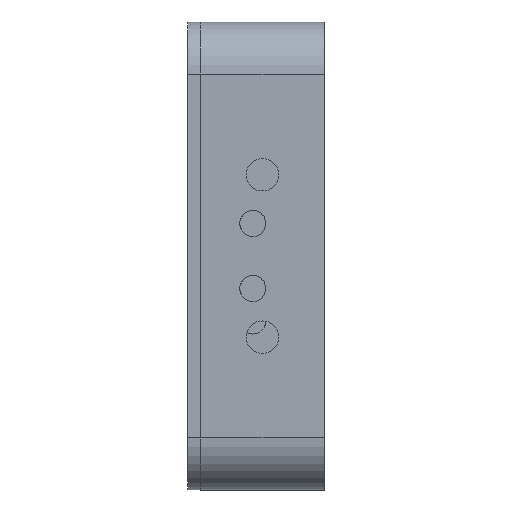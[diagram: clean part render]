
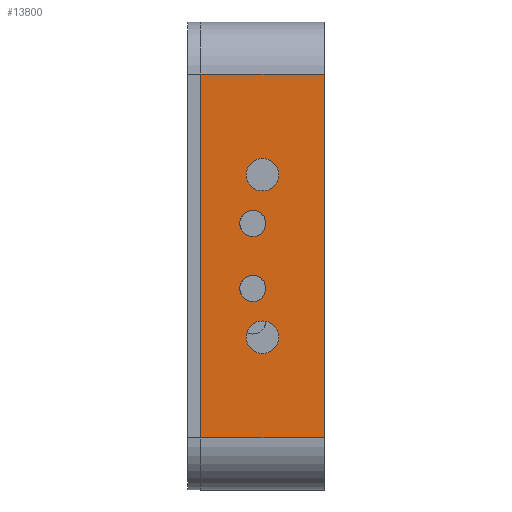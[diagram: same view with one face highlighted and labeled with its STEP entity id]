
A CAD part, left-side view. The second image highlights one B-rep face of the part: STEP entity #13800.
In plain terms, the highlighted planar face has unit normal (-1, 0, 0).
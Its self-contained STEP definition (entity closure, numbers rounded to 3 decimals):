
#152 = DIRECTION ( 'NONE',  ( -1., 0., 0. ) ) ;
#219 = DIRECTION ( 'NONE',  ( 0., -1., 0. ) ) ;
#512 = LINE ( 'NONE', #2558, #10335 ) ;
#640 = DIRECTION ( 'NONE',  ( 1., 0., 0. ) ) ;
#659 = ORIENTED_EDGE ( 'NONE', *, *, #15438, .T. ) ;
#683 = CARTESIAN_POINT ( 'NONE',  ( -55., 9.5, 12.5 ) ) ;
#716 = DIRECTION ( 'NONE',  ( 0., 0., -1. ) ) ;
#868 = ORIENTED_EDGE ( 'NONE', *, *, #14398, .F. ) ;
#973 = CIRCLE ( 'NONE', #15182, 2. ) ;
#1265 = DIRECTION ( 'NONE',  ( -1., 0., 0. ) ) ;
#1323 = EDGE_CURVE ( 'NONE', #14602, #6845, #3208, .T. ) ;
#1364 = AXIS2_PLACEMENT_3D ( 'NONE', #4056, #13016, #5351 ) ;
#1542 = DIRECTION ( 'NONE',  ( -1., 0., 0. ) ) ;
#1976 = DIRECTION ( 'NONE',  ( 0., 0., 1. ) ) ;
#2085 = VECTOR ( 'NONE', #219, 1000. ) ;
#2137 = CIRCLE ( 'NONE', #13383, 2. ) ;
#2523 = EDGE_CURVE ( 'NONE', #6073, #8614, #973, .T. ) ;
#2558 = CARTESIAN_POINT ( 'NONE',  ( -55., 19., -28. ) ) ;
#2862 = VERTEX_POINT ( 'NONE', #15314 ) ;
#2980 = CIRCLE ( 'NONE', #6211, 2.5 ) ;
#3139 = FACE_BOUND ( 'NONE', #5266, .T. ) ;
#3186 = EDGE_CURVE ( 'NONE', #13929, #8072, #4931, .T. ) ;
#3208 = LINE ( 'NONE', #7488, #16401 ) ;
#3232 = ORIENTED_EDGE ( 'NONE', *, *, #2523, .F. ) ;
#3238 = DIRECTION ( 'NONE',  ( 0., 0., 1. ) ) ;
#3462 = VERTEX_POINT ( 'NONE', #9614 ) ;
#3495 = LINE ( 'NONE', #7051, #9907 ) ;
#3601 = CARTESIAN_POINT ( 'NONE',  ( -55., 11., -5. ) ) ;
#3823 = DIRECTION ( 'NONE',  ( 0., 0., 1. ) ) ;
#4056 = CARTESIAN_POINT ( 'NONE',  ( -55., 9.5, -12.5 ) ) ;
#4377 = CARTESIAN_POINT ( 'NONE',  ( -55., 9.5, -12.5 ) ) ;
#4503 = EDGE_CURVE ( 'NONE', #8072, #13929, #2980, .T. ) ;
#4611 = VERTEX_POINT ( 'NONE', #8501 ) ;
#4931 = CIRCLE ( 'NONE', #14117, 2.5 ) ;
#5126 = ORIENTED_EDGE ( 'NONE', *, *, #10315, .F. ) ;
#5162 = CIRCLE ( 'NONE', #1364, 2.5 ) ;
#5266 = EDGE_LOOP ( 'NONE', ( #15315, #5126 ) ) ;
#5351 = DIRECTION ( 'NONE',  ( 0., 0., 1. ) ) ;
#5672 = DIRECTION ( 'NONE',  ( 0., 0., 1. ) ) ;
#5817 = CARTESIAN_POINT ( 'NONE',  ( -55., 9.5, 10. ) ) ;
#6073 = VERTEX_POINT ( 'NONE', #8201 ) ;
#6211 = AXIS2_PLACEMENT_3D ( 'NONE', #683, #9626, #1976 ) ;
#6301 = ORIENTED_EDGE ( 'NONE', *, *, #14705, .F. ) ;
#6568 = FACE_BOUND ( 'NONE', #10487, .T. ) ;
#6641 = ORIENTED_EDGE ( 'NONE', *, *, #11430, .T. ) ;
#6845 = VERTEX_POINT ( 'NONE', #9604 ) ;
#7051 = CARTESIAN_POINT ( 'NONE',  ( -55., 0., -28. ) ) ;
#7131 = CIRCLE ( 'NONE', #13072, 2.5 ) ;
#7359 = CARTESIAN_POINT ( 'NONE',  ( -55., 11., -7. ) ) ;
#7373 = ORIENTED_EDGE ( 'NONE', *, *, #1323, .F. ) ;
#7488 = CARTESIAN_POINT ( 'NONE',  ( -55., 19., 28. ) ) ;
#7820 = CARTESIAN_POINT ( 'NONE',  ( -55., 11., 5. ) ) ;
#7938 = AXIS2_PLACEMENT_3D ( 'NONE', #7820, #152, #9087 ) ;
#8072 = VERTEX_POINT ( 'NONE', #5817 ) ;
#8201 = CARTESIAN_POINT ( 'NONE',  ( -55., 11., -3. ) ) ;
#8248 = ORIENTED_EDGE ( 'NONE', *, *, #4503, .F. ) ;
#8290 = CARTESIAN_POINT ( 'NONE',  ( -55., 19., -28. ) ) ;
#8299 = DIRECTION ( 'NONE',  ( 0., 0., 1. ) ) ;
#8323 = EDGE_CURVE ( 'NONE', #2862, #9090, #5162, .T. ) ;
#8362 = DIRECTION ( 'NONE',  ( -1., 0., 0. ) ) ;
#8501 = CARTESIAN_POINT ( 'NONE',  ( -55., 11., 7. ) ) ;
#8518 = VERTEX_POINT ( 'NONE', #15996 ) ;
#8561 = CARTESIAN_POINT ( 'NONE',  ( -55., 9.5, -15. ) ) ;
#8614 = VERTEX_POINT ( 'NONE', #7359 ) ;
#8645 = AXIS2_PLACEMENT_3D ( 'NONE', #9188, #1542, #10492 ) ;
#8876 = LINE ( 'NONE', #9151, #2085 ) ;
#9087 = DIRECTION ( 'NONE',  ( 0., 0., -1. ) ) ;
#9090 = VERTEX_POINT ( 'NONE', #8561 ) ;
#9151 = CARTESIAN_POINT ( 'NONE',  ( -55., 19., -28. ) ) ;
#9188 = CARTESIAN_POINT ( 'NONE',  ( -55., 11., -5. ) ) ;
#9584 = DIRECTION ( 'NONE',  ( 0., 0., -1. ) ) ;
#9604 = CARTESIAN_POINT ( 'NONE',  ( -55., 0., 28. ) ) ;
#9614 = CARTESIAN_POINT ( 'NONE',  ( -55., 19., -28. ) ) ;
#9626 = DIRECTION ( 'NONE',  ( -1., 0., 0. ) ) ;
#9737 = DIRECTION ( 'NONE',  ( 0., 0., 1. ) ) ;
#9907 = VECTOR ( 'NONE', #3238, 1000. ) ;
#10040 = ORIENTED_EDGE ( 'NONE', *, *, #3186, .F. ) ;
#10315 = EDGE_CURVE ( 'NONE', #4611, #8518, #2137, .T. ) ;
#10335 = VECTOR ( 'NONE', #3823, 1000. ) ;
#10439 = ORIENTED_EDGE ( 'NONE', *, *, #8323, .F. ) ;
#10487 = EDGE_LOOP ( 'NONE', ( #10439, #16471 ) ) ;
#10492 = DIRECTION ( 'NONE',  ( 0., 0., 1. ) ) ;
#10495 = EDGE_LOOP ( 'NONE', ( #659, #7373, #868, #6641 ) ) ;
#10617 = CARTESIAN_POINT ( 'NONE',  ( -55., 0., -28. ) ) ;
#10697 = EDGE_CURVE ( 'NONE', #8518, #4611, #15523, .T. ) ;
#10723 = EDGE_CURVE ( 'NONE', #9090, #2862, #7131, .T. ) ;
#10813 = PLANE ( 'NONE',  #11338 ) ;
#11338 = AXIS2_PLACEMENT_3D ( 'NONE', #8290, #640, #9584 ) ;
#11430 = EDGE_CURVE ( 'NONE', #3462, #15809, #8876, .T. ) ;
#12467 = EDGE_LOOP ( 'NONE', ( #10040, #8248 ) ) ;
#12784 = CARTESIAN_POINT ( 'NONE',  ( -55., 19., 28. ) ) ;
#12961 = FACE_OUTER_BOUND ( 'NONE', #10495, .T. ) ;
#13016 = DIRECTION ( 'NONE',  ( -1., 0., 0. ) ) ;
#13072 = AXIS2_PLACEMENT_3D ( 'NONE', #4377, #13327, #5672 ) ;
#13327 = DIRECTION ( 'NONE',  ( -1., 0., 0. ) ) ;
#13345 = FACE_BOUND ( 'NONE', #13473, .T. ) ;
#13383 = AXIS2_PLACEMENT_3D ( 'NONE', #16005, #8362, #716 ) ;
#13473 = EDGE_LOOP ( 'NONE', ( #3232, #6301 ) ) ;
#13800 = ADVANCED_FACE ( 'NONE', ( #3139, #13345, #6568, #16335, #12961 ), #10813, .F. ) ;
#13858 = DIRECTION ( 'NONE',  ( 0., -1., 0. ) ) ;
#13929 = VERTEX_POINT ( 'NONE', #15026 ) ;
#13964 = CARTESIAN_POINT ( 'NONE',  ( -55., 9.5, 12.5 ) ) ;
#14117 = AXIS2_PLACEMENT_3D ( 'NONE', #13964, #16167, #8299 ) ;
#14398 = EDGE_CURVE ( 'NONE', #3462, #14602, #512, .T. ) ;
#14602 = VERTEX_POINT ( 'NONE', #12784 ) ;
#14705 = EDGE_CURVE ( 'NONE', #8614, #6073, #16489, .T. ) ;
#15026 = CARTESIAN_POINT ( 'NONE',  ( -55., 9.5, 15. ) ) ;
#15182 = AXIS2_PLACEMENT_3D ( 'NONE', #3601, #1265, #9737 ) ;
#15314 = CARTESIAN_POINT ( 'NONE',  ( -55., 9.5, -10. ) ) ;
#15315 = ORIENTED_EDGE ( 'NONE', *, *, #10697, .F. ) ;
#15438 = EDGE_CURVE ( 'NONE', #15809, #6845, #3495, .T. ) ;
#15523 = CIRCLE ( 'NONE', #7938, 2. ) ;
#15809 = VERTEX_POINT ( 'NONE', #10617 ) ;
#15996 = CARTESIAN_POINT ( 'NONE',  ( -55., 11., 3. ) ) ;
#16005 = CARTESIAN_POINT ( 'NONE',  ( -55., 11., 5. ) ) ;
#16167 = DIRECTION ( 'NONE',  ( -1., 0., 0. ) ) ;
#16335 = FACE_BOUND ( 'NONE', #12467, .T. ) ;
#16401 = VECTOR ( 'NONE', #13858, 1000. ) ;
#16471 = ORIENTED_EDGE ( 'NONE', *, *, #10723, .F. ) ;
#16489 = CIRCLE ( 'NONE', #8645, 2. ) ;
